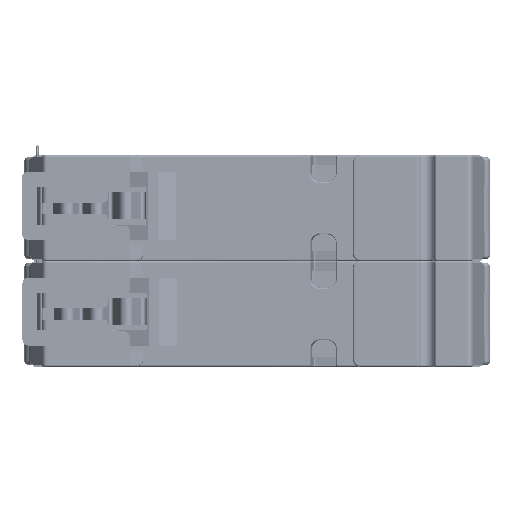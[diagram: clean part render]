
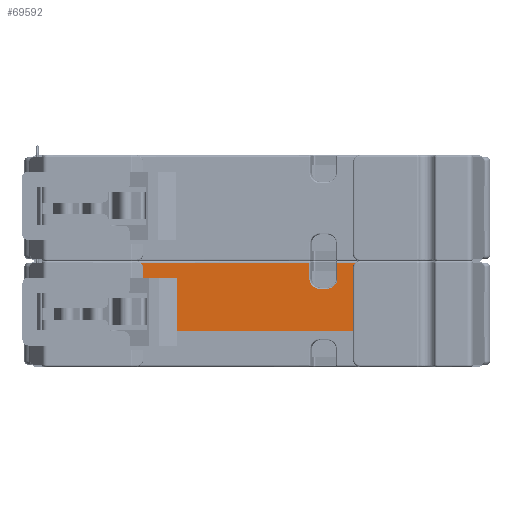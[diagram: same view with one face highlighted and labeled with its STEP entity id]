
A CAD part, front view. The second image highlights one B-rep face of the part: STEP entity #69592.
In plain terms, the highlighted planar face has unit normal (0, -1, 0).
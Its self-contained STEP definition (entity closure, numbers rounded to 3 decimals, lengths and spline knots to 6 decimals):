
#49671=DIRECTION('',(1.,0.,0.));
#49672=VECTOR('',#49671,0.0016);
#49673=CARTESIAN_POINT('',(-0.0193,-0.0369,0.01065));
#49674=LINE('',#49673,#49672);
#49763=CARTESIAN_POINT('',(-0.019706,-0.0369,0.01315));
#49783=DIRECTION('',(-1.,0.,0.));
#49784=VECTOR('',#49783,0.028544);
#49785=CARTESIAN_POINT('',(0.008838,-0.0369,0.01315));
#49786=LINE('',#49785,#49784);
#49796=CARTESIAN_POINT('',(0.008838,-0.0369,0.01315));
#52465=DIRECTION('',(0.,0.,-1.));
#52466=VECTOR('',#52465,0.0031);
#52467=CARTESIAN_POINT('',(-0.0177,-0.0369,0.01065));
#52468=LINE('',#52467,#52466);
#52469=DIRECTION('',(0.,0.,1.));
#52470=VECTOR('',#52469,0.006);
#52471=CARTESIAN_POINT('',(-0.0162,-0.0369,0.00155));
#52472=LINE('',#52471,#52470);
#52473=DIRECTION('',(-1.,0.,0.));
#52474=VECTOR('',#52473,0.0015);
#52475=CARTESIAN_POINT('',(-0.0162,-0.0369,0.00755));
#52476=LINE('',#52475,#52474);
#52477=DIRECTION('',(0.,0.,1.));
#52478=VECTOR('',#52477,0.0016);
#52479=CARTESIAN_POINT('',(-0.0193,-0.0369,0.01065));
#52480=LINE('',#52479,#52478);
#52481=CARTESIAN_POINT('',(-0.0205,-0.0369,0.01225));
#52482=DIRECTION('',(0.,-1.,0.));
#52483=DIRECTION('',(1.,0.,0.));
#52484=AXIS2_PLACEMENT_3D('',#52481,#52482,#52483);
#52486=CARTESIAN_POINT('',(0.008838,-0.0369,
0.01045));
#52487=CARTESIAN_POINT('',(0.008839,-0.0369,
0.010286));
#52488=CARTESIAN_POINT('',(0.008878,-0.0369,
0.00998));
#52489=CARTESIAN_POINT('',(0.009058,-0.0369,
0.009588));
#52490=CARTESIAN_POINT('',(0.009327,-0.0369,
0.009256));
#52491=CARTESIAN_POINT('',(0.009678,-0.0369,
0.008973));
#52492=CARTESIAN_POINT('',(0.010068,-0.0369,
0.008799));
#52493=CARTESIAN_POINT('',(0.010398,-0.0369,
0.008755));
#52494=CARTESIAN_POINT('',(0.010576,-0.0369,
0.00875));
#52496=CARTESIAN_POINT('',(0.011809,-0.0369,
0.00875));
#52497=CARTESIAN_POINT('',(0.011982,-0.0369,
0.008751));
#52498=CARTESIAN_POINT('',(0.012304,-0.0369,
0.008792));
#52499=CARTESIAN_POINT('',(0.012704,-0.0369,
0.008971));
#52500=CARTESIAN_POINT('',(0.013064,-0.0369,
0.009261));
#52501=CARTESIAN_POINT('',(0.013334,-0.0369,
0.009597));
#52502=CARTESIAN_POINT('',(0.013512,-0.0369,
0.01));
#52503=CARTESIAN_POINT('',(0.013548,-0.0369,
0.010294));
#52504=CARTESIAN_POINT('',(0.013547,-0.0369,
0.01045));
#52506=DIRECTION('',(0.,0.,-1.));
#52507=VECTOR('',#52506,0.0056);
#52508=CARTESIAN_POINT('',(0.0177,-0.0369,0.01315));
#52509=LINE('',#52508,#52507);
#52510=DIRECTION('',(0.,0.,-1.));
#52511=VECTOR('',#52510,0.006);
#52512=CARTESIAN_POINT('',(0.0177,-0.0369,0.00755));
#52513=LINE('',#52512,#52511);
#52514=DIRECTION('',(-1.,0.,0.));
#52515=VECTOR('',#52514,0.0339);
#52516=CARTESIAN_POINT('',(0.0177,-0.0369,0.00155));
#52517=LINE('',#52516,#52515);
#52588=DIRECTION('',(0.,0.,1.));
#52589=VECTOR('',#52588,0.0027);
#52590=CARTESIAN_POINT('',(0.008838,-0.0369,
0.01045));
#52591=LINE('',#52590,#52589);
#52635=DIRECTION('',(-1.,0.,0.));
#52636=VECTOR('',#52635,0.001233);
#52637=CARTESIAN_POINT('',(0.011809,-0.0369,
0.00875));
#52638=LINE('',#52637,#52636);
#52735=DIRECTION('',(-1.,0.,0.));
#52736=VECTOR('',#52735,0.004153);
#52737=CARTESIAN_POINT('',(0.0177,-0.0369,0.01315));
#52738=LINE('',#52737,#52736);
#61313=DIRECTION('',(0.,0.,-1.));
#61314=VECTOR('',#61313,0.0027);
#61315=CARTESIAN_POINT('',(0.013547,-0.0369,
0.01315));
#61316=LINE('',#61315,#61314);
#62775=CARTESIAN_POINT('',(-0.0193,-0.0369,0.01065));
#62776=VERTEX_POINT('',#62775);
#62777=CARTESIAN_POINT('',(-0.0177,-0.0369,0.01065));
#62778=VERTEX_POINT('',#62777);
#62792=CARTESIAN_POINT('',(-0.0193,-0.0369,0.01225));
#62793=VERTEX_POINT('',#62792);
#62795=VERTEX_POINT('',#49763);
#62797=VERTEX_POINT('',#49796);
#63733=CARTESIAN_POINT('',(-0.0177,-0.0369,0.00755));
#63734=VERTEX_POINT('',#63733);
#63735=CARTESIAN_POINT('',(-0.0162,-0.0369,0.00755));
#63736=VERTEX_POINT('',#63735);
#63749=CARTESIAN_POINT('',(0.0177,-0.0369,0.00755));
#63750=VERTEX_POINT('',#63749);
#63825=CARTESIAN_POINT('',(-0.0162,-0.0369,0.00155));
#63826=VERTEX_POINT('',#63825);
#63827=CARTESIAN_POINT('',(0.008838,-0.0369,
0.01045));
#63828=VERTEX_POINT('',#63827);
#63829=VERTEX_POINT('',#52494);
#63830=CARTESIAN_POINT('',(0.011809,-0.0369,
0.00875));
#63831=VERTEX_POINT('',#63830);
#63832=VERTEX_POINT('',#52504);
#63833=CARTESIAN_POINT('',(0.013547,-0.0369,
0.01315));
#63834=VERTEX_POINT('',#63833);
#63835=CARTESIAN_POINT('',(0.0177,-0.0369,0.01315));
#63836=VERTEX_POINT('',#63835);
#63837=CARTESIAN_POINT('',(0.0177,-0.0369,0.00155));
#63838=VERTEX_POINT('',#63837);
#69559=CARTESIAN_POINT('',(-0.0193,-0.0369,0.01345));
#69560=DIRECTION('',(0.,1.,0.));
#69561=DIRECTION('',(1.,0.,0.));
#69562=AXIS2_PLACEMENT_3D('',#69559,#69560,#69561);
#69563=PLANE('',#69562);
#69565=ORIENTED_EDGE('',*,*,#69564,.T.);
#69566=ORIENTED_EDGE('',*,*,#69261,.T.);
#69567=ORIENTED_EDGE('',*,*,#69554,.F.);
#69568=ORIENTED_EDGE('',*,*,#66699,.F.);
#69569=ORIENTED_EDGE('',*,*,#66844,.T.);
#69570=ORIENTED_EDGE('',*,*,#66857,.T.);
#69571=ORIENTED_EDGE('',*,*,#66874,.F.);
#69573=ORIENTED_EDGE('',*,*,#69572,.F.);
#69575=ORIENTED_EDGE('',*,*,#69574,.T.);
#69577=ORIENTED_EDGE('',*,*,#69576,.F.);
#69579=ORIENTED_EDGE('',*,*,#69578,.T.);
#69581=ORIENTED_EDGE('',*,*,#69580,.F.);
#69583=ORIENTED_EDGE('',*,*,#69582,.F.);
#69585=ORIENTED_EDGE('',*,*,#69584,.T.);
#69587=ORIENTED_EDGE('',*,*,#69586,.T.);
#69589=ORIENTED_EDGE('',*,*,#69588,.T.);
#69590=EDGE_LOOP('',(#69565,#69566,#69567,#69568,#69569,#69570,#69571,#69573,
#69575,#69577,#69579,#69581,#69583,#69585,#69587,#69589));
#69591=FACE_OUTER_BOUND('',#69590,.F.);
#69592=ADVANCED_FACE('',(#69591),#69563,.F.);
#52485=CIRCLE('',#52484,0.0012);
#52495=B_SPLINE_CURVE_WITH_KNOTS('',3,(#52486,#52487,#52488,#52489,#52490,
#52491,#52492,#52493,#52494),.UNSPECIFIED.,.F.,.F.,(4,1,1,1,1,1,4),(0.,
0.166667,0.333333,0.5,0.666667,0.833333,
1.),.UNSPECIFIED.);
#52505=B_SPLINE_CURVE_WITH_KNOTS('',3,(#52496,#52497,#52498,#52499,#52500,
#52501,#52502,#52503,#52504),.UNSPECIFIED.,.F.,.F.,(4,1,1,1,1,1,4),(0.,
0.166667,0.333333,0.5,0.666667,0.833333,
1.),.UNSPECIFIED.);
#66699=EDGE_CURVE('',#62776,#62778,#49674,.T.);
#66844=EDGE_CURVE('',#62776,#62793,#52480,.T.);
#66857=EDGE_CURVE('',#62793,#62795,#52485,.T.);
#66874=EDGE_CURVE('',#62797,#62795,#49786,.T.);
#69261=EDGE_CURVE('',#63736,#63734,#52476,.T.);
#69554=EDGE_CURVE('',#62778,#63734,#52468,.T.);
#69564=EDGE_CURVE('',#63826,#63736,#52472,.T.);
#69572=EDGE_CURVE('',#63828,#62797,#52591,.T.);
#69574=EDGE_CURVE('',#63828,#63829,#52495,.T.);
#69576=EDGE_CURVE('',#63831,#63829,#52638,.T.);
#69578=EDGE_CURVE('',#63831,#63832,#52505,.T.);
#69580=EDGE_CURVE('',#63834,#63832,#61316,.T.);
#69582=EDGE_CURVE('',#63836,#63834,#52738,.T.);
#69584=EDGE_CURVE('',#63836,#63750,#52509,.T.);
#69586=EDGE_CURVE('',#63750,#63838,#52513,.T.);
#69588=EDGE_CURVE('',#63838,#63826,#52517,.T.);
